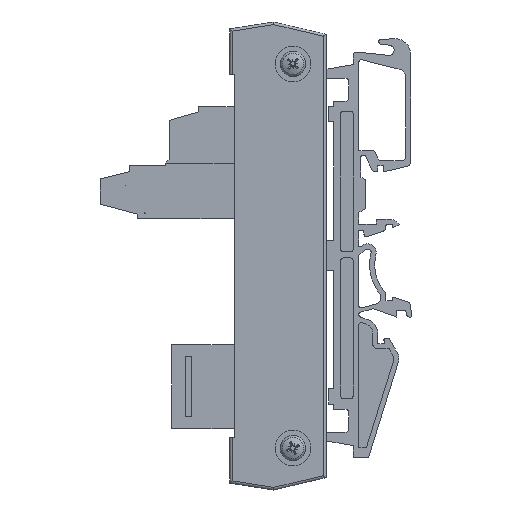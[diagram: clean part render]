
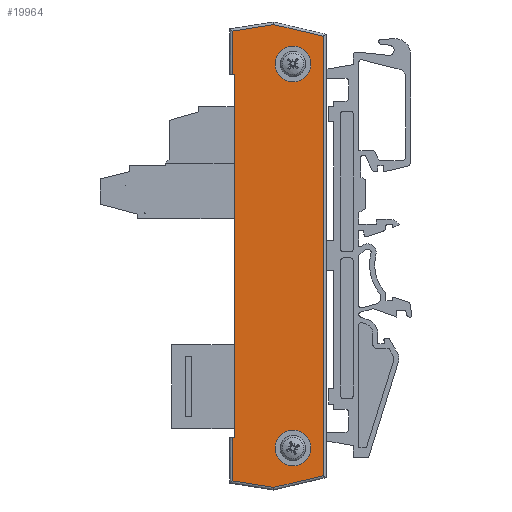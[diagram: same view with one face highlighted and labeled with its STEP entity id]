
A CAD part, left-side view. The second image highlights one B-rep face of the part: STEP entity #19964.
In plain terms, the highlighted face is planar.
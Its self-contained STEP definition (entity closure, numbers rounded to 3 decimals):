
#19503=CARTESIAN_POINT('',(-16.628,6.238,5.0));
#19504=VERTEX_POINT('',#19503);
#19511=CARTESIAN_POINT('',(54.672,6.238,5.0));
#19512=VERTEX_POINT('',#19511);
#19513=CARTESIAN_POINT('',(54.672,6.238,5.0));
#19514=DIRECTION('',(-1.0,0.0,0.0));
#19515=VECTOR('',#19514,71.3);
#19516=LINE('',#19513,#19515);
#19517=EDGE_CURVE('',#19512,#19504,#19516,.T.);
#19760=CARTESIAN_POINT('',(60.272,-5.162,5.0));
#19761=VERTEX_POINT('',#19760);
#19762=CARTESIAN_POINT('',(56.772,-5.162,5.0));
#19763=DIRECTION('',(0.0,0.0,-1.0));
#19764=DIRECTION('',(-1.0,0.0,0.0));
#19765=AXIS2_PLACEMENT_3D('',#19762,#19763,#19764);
#19766=CIRCLE('',#19765,3.5);
#19767=EDGE_CURVE('',#19761,#19761,#19766,.T.);
#19800=CARTESIAN_POINT('',(-15.228,-5.162,5.0));
#19801=VERTEX_POINT('',#19800);
#19802=CARTESIAN_POINT('',(-18.728,-5.162,5.0));
#19803=DIRECTION('',(0.0,0.0,-1.0));
#19804=DIRECTION('',(-1.0,0.0,0.0));
#19805=AXIS2_PLACEMENT_3D('',#19802,#19803,#19804);
#19806=CIRCLE('',#19805,3.5);
#19807=EDGE_CURVE('',#19801,#19801,#19806,.T.);
#19841=CARTESIAN_POINT('',(54.672,6.738,5.0));
#19842=VERTEX_POINT('',#19841);
#19843=CARTESIAN_POINT('',(54.672,6.738,5.0));
#19844=DIRECTION('',(0.0,-1.0,0.0));
#19845=VECTOR('',#19844,0.5);
#19846=LINE('',#19843,#19845);
#19847=EDGE_CURVE('',#19842,#19512,#19846,.T.);
#19872=CARTESIAN_POINT('',(-16.628,6.738,5.0));
#19873=VERTEX_POINT('',#19872);
#19881=CARTESIAN_POINT('',(-16.628,6.238,5.0));
#19882=DIRECTION('',(0.0,1.0,0.0));
#19883=VECTOR('',#19882,0.5);
#19884=LINE('',#19881,#19883);
#19885=EDGE_CURVE('',#19504,#19873,#19884,.T.);
#19894=CARTESIAN_POINT('',(19.022,-2.126,5.0));
#19895=DIRECTION('',(0.0,0.0,1.0));
#19896=DIRECTION('',(1.0,0.0,0.0));
#19897=AXIS2_PLACEMENT_3D('',#19894,#19895,#19896);
#19898=PLANE('',#19897);
#19899=ORIENTED_EDGE('',*,*,#19847,.T.);
#19900=ORIENTED_EDGE('',*,*,#19517,.T.);
#19901=ORIENTED_EDGE('',*,*,#19885,.T.);
#19902=CARTESIAN_POINT('',(-25.176,6.738,5.0));
#19903=VERTEX_POINT('',#19902);
#19904=CARTESIAN_POINT('',(-25.176,6.738,5.0));
#19905=DIRECTION('',(1.0,0.0,0.0));
#19906=VECTOR('',#19905,8.548);
#19907=LINE('',#19904,#19906);
#19908=EDGE_CURVE('',#19903,#19873,#19907,.T.);
#19909=ORIENTED_EDGE('',*,*,#19908,.F.);
#19910=CARTESIAN_POINT('',(-26.459,-1.405,5.0));
#19911=VERTEX_POINT('',#19910);
#19912=CARTESIAN_POINT('',(-26.459,-1.405,5.0));
#19913=DIRECTION('',(0.156,0.988,0.0));
#19914=VECTOR('',#19913,8.244);
#19915=LINE('',#19912,#19914);
#19916=EDGE_CURVE('',#19911,#19903,#19915,.T.);
#19917=ORIENTED_EDGE('',*,*,#19916,.F.);
#19918=CARTESIAN_POINT('',(-24.157,-11.162,5.0));
#19919=VERTEX_POINT('',#19918);
#19920=CARTESIAN_POINT('',(-24.157,-11.162,5.0));
#19921=DIRECTION('',(-0.23,0.973,0.0));
#19922=VECTOR('',#19921,10.024);
#19923=LINE('',#19920,#19922);
#19924=EDGE_CURVE('',#19919,#19911,#19923,.T.);
#19925=ORIENTED_EDGE('',*,*,#19924,.F.);
#19926=CARTESIAN_POINT('',(62.201,-11.162,5.0));
#19927=VERTEX_POINT('',#19926);
#19928=CARTESIAN_POINT('',(62.201,-11.162,5.0));
#19929=DIRECTION('',(-1.0,0.0,0.0));
#19930=VECTOR('',#19929,86.358);
#19931=LINE('',#19928,#19930);
#19932=EDGE_CURVE('',#19927,#19919,#19931,.T.);
#19933=ORIENTED_EDGE('',*,*,#19932,.F.);
#19934=CARTESIAN_POINT('',(64.503,-1.405,5.0));
#19935=VERTEX_POINT('',#19934);
#19936=CARTESIAN_POINT('',(64.503,-1.405,5.0));
#19937=DIRECTION('',(-0.23,-0.973,0.0));
#19938=VECTOR('',#19937,10.024);
#19939=LINE('',#19936,#19938);
#19940=EDGE_CURVE('',#19935,#19927,#19939,.T.);
#19941=ORIENTED_EDGE('',*,*,#19940,.F.);
#19942=CARTESIAN_POINT('',(63.22,6.738,5.0));
#19943=VERTEX_POINT('',#19942);
#19944=CARTESIAN_POINT('',(63.22,6.738,5.0));
#19945=DIRECTION('',(0.156,-0.988,0.0));
#19946=VECTOR('',#19945,8.244);
#19947=LINE('',#19944,#19946);
#19948=EDGE_CURVE('',#19943,#19935,#19947,.T.);
#19949=ORIENTED_EDGE('',*,*,#19948,.F.);
#19950=CARTESIAN_POINT('',(54.672,6.738,5.0));
#19951=DIRECTION('',(1.0,0.0,0.0));
#19952=VECTOR('',#19951,8.548);
#19953=LINE('',#19950,#19952);
#19954=EDGE_CURVE('',#19842,#19943,#19953,.T.);
#19955=ORIENTED_EDGE('',*,*,#19954,.F.);
#19956=EDGE_LOOP('',(#19899,#19900,#19901,#19909,#19917,#19925,#19933,#19941,#19949,#19955));
#19957=FACE_OUTER_BOUND('',#19956,.T.);
#19958=ORIENTED_EDGE('',*,*,#19767,.T.);
#19959=EDGE_LOOP('',(#19958));
#19960=FACE_BOUND('',#19959,.T.);
#19961=ORIENTED_EDGE('',*,*,#19807,.T.);
#19962=EDGE_LOOP('',(#19961));
#19963=FACE_BOUND('',#19962,.T.);
#19964=ADVANCED_FACE('',(#19957,#19960,#19963),#19898,.T.);
